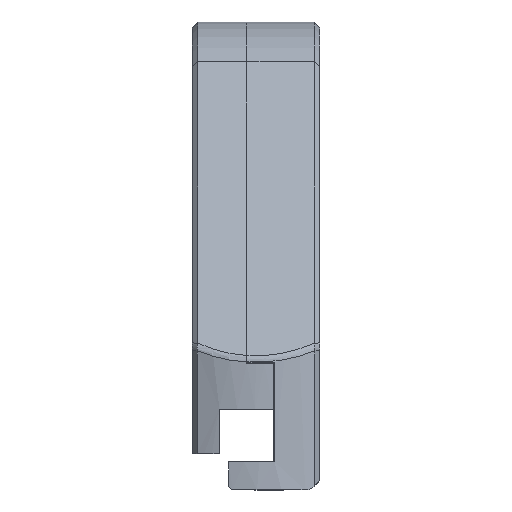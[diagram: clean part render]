
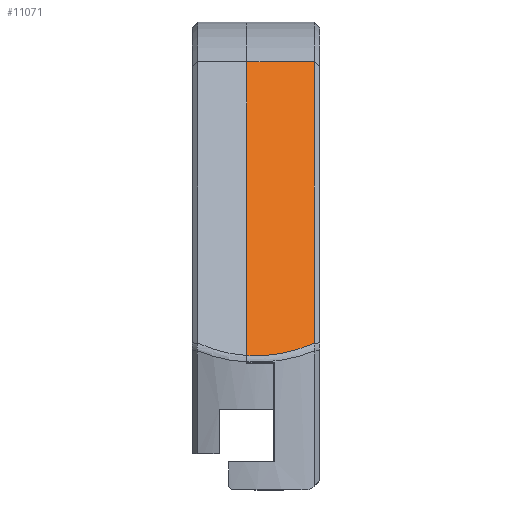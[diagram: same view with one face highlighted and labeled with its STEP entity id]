
A CAD part, front view. The second image highlights one B-rep face of the part: STEP entity #11071.
In plain terms, the highlighted planar face has unit normal (0, -0.707, 0.707).
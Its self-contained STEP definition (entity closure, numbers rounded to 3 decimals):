
#52=ELLIPSE('',#12006,21.92,15.5);
#1240=FACE_OUTER_BOUND('',#1928,.T.);
#1928=EDGE_LOOP('',(#8720,#8721,#8722,#8723));
#2342=LINE('',#16185,#3448);
#2773=LINE('',#17562,#3879);
#2851=LINE('',#17771,#3957);
#3448=VECTOR('',#12711,10.);
#3879=VECTOR('',#14040,10.);
#3957=VECTOR('',#14298,10.);
#4555=VERTEX_POINT('',#16164);
#4556=VERTEX_POINT('',#16184);
#4982=VERTEX_POINT('',#17560);
#5009=VERTEX_POINT('',#17770);
#5564=EDGE_CURVE('',#4555,#4556,#2342,.T.);
#6218=EDGE_CURVE('',#4556,#4982,#2773,.T.);
#6316=EDGE_CURVE('',#4982,#5009,#2851,.T.);
#6318=EDGE_CURVE('',#5009,#4555,#52,.T.);
#8720=ORIENTED_EDGE('',*,*,#6318,.F.);
#8721=ORIENTED_EDGE('',*,*,#6316,.F.);
#8722=ORIENTED_EDGE('',*,*,#6218,.F.);
#8723=ORIENTED_EDGE('',*,*,#5564,.F.);
#10568=PLANE('',#12005);
#11071=ADVANCED_FACE('',(#1240),#10568,.T.);
#12005=AXIS2_PLACEMENT_3D('',#17776,#14299,#14300);
#12006=AXIS2_PLACEMENT_3D('',#17777,#14301,#14302);
#12711=DIRECTION('',(0.,0.707,0.707));
#14040=DIRECTION('',(1.,0.,0.));
#14298=DIRECTION('',(0.,-0.707,-0.707));
#14299=DIRECTION('center_axis',(0.,-0.707,
0.707));
#14300=DIRECTION('ref_axis',(1.,0.,0.));
#14301=DIRECTION('center_axis',(0.,0.707,
-0.707));
#14302=DIRECTION('ref_axis',(0.,-0.707,-0.707));
#16164=CARTESIAN_POINT('',(121.975,-72.91,170.804));
#16184=CARTESIAN_POINT('',(121.975,-40.607,203.107));
#16185=CARTESIAN_POINT('',(121.975,-61.002,182.711));
#17560=CARTESIAN_POINT('',(129.4,-40.607,203.107));
#17562=CARTESIAN_POINT('',(116.725,-40.607,203.107));
#17770=CARTESIAN_POINT('',(129.4,-71.548,172.166));
#17771=CARTESIAN_POINT('',(129.4,-50.598,193.116));
#17776=CARTESIAN_POINT('Origin',(125.,-73.714,170.));
#17777=CARTESIAN_POINT('Origin',(122.975,-57.442,186.271));
